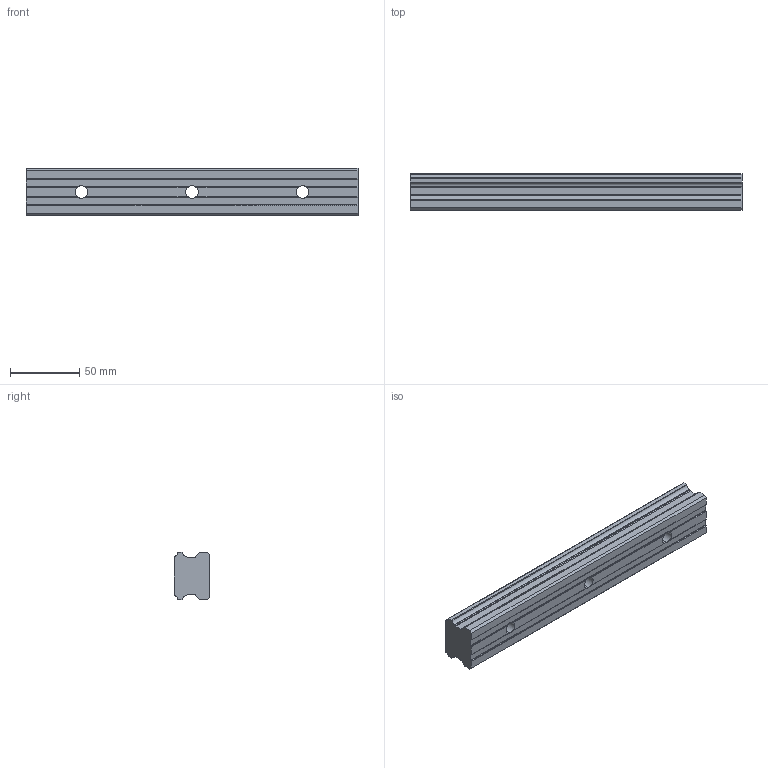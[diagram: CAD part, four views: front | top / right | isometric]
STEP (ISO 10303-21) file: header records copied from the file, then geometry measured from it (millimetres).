
FILE_DESCRIPTION (( 'STEP AP214' ), '1' );
FILE_NAME ('SHS35C1SS-240L_G40_0_B-M6F_59_0_0_0_1.STEP', '2021-06-22T07:28:46', ( '' ), ( '' ), 'SwSTEP 2.0', 'SolidWorks 2021', '' );
FILE_SCHEMA (( 'AUTOMOTIVE_DESIGN' ));
Length unit declared in the file: millimetre
Products named in the file (2): SHS35C1SS-240L_G40_0_B-M6F_59_0_0_0_1; _SHS35C24040 Track
Assembly tree (1 placements, depth 2):
  SHS35C1SS-240L_G40_0_B-M6F_59_0_0_0_1
    _SHS35C24040 Track
Bounding box: 240 x 26 x 34 mm (x, y, z)
Volume: 182719.7 mm3; surface area: 33284.8 mm2
Topology: 1 solids, 1 shells, 78 faces, 228 edges, 152 vertices
Faces by surface type: cylinder 42, plane 36
Entity records: 2730 total; most frequent: CARTESIAN_POINT 558, ORIENTED_EDGE 456, DIRECTION 452, EDGE_CURVE 228, AXIS2_PLACEMENT_3D 166, VERTEX_POINT 152, VECTOR 120, LINE 120
